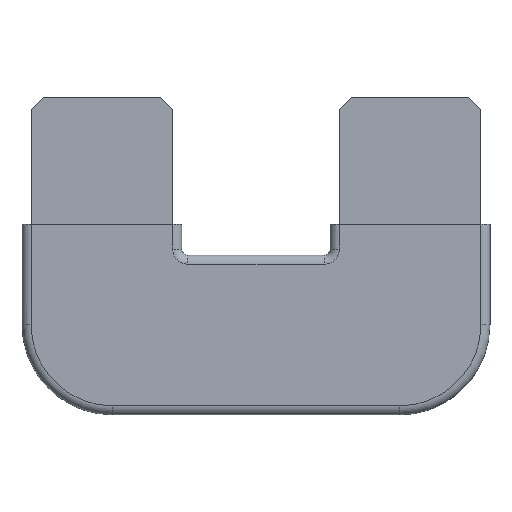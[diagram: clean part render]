
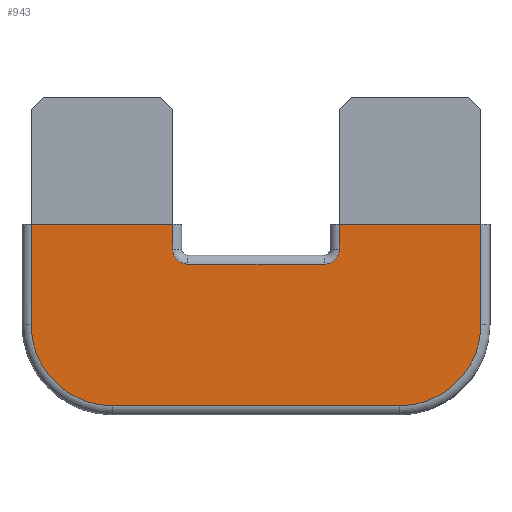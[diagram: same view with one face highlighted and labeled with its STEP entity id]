
A CAD part, front view. The second image highlights one B-rep face of the part: STEP entity #943.
In plain terms, the highlighted planar face has unit normal (0, -1, 0).
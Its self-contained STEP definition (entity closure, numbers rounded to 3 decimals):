
#835=AXIS2_PLACEMENT_3D('Plane Axis2P3D',#832,#833,#834) ;
#881=AXIS2_PLACEMENT_3D('Circle Axis2P3D',#879,#880,$) ;
#895=AXIS2_PLACEMENT_3D('Circle Axis2P3D',#893,#894,$) ;
#662=CARTESIAN_POINT('Vertex',(52.6,0.,31.6)) ;
#665=CARTESIAN_POINT('Line Origine',(64.35,0.,31.6)) ;
#669=CARTESIAN_POINT('Vertex',(76.1,0.,31.6)) ;
#817=CARTESIAN_POINT('Vertex',(52.6,0.,27.5)) ;
#820=CARTESIAN_POINT('Line Origine',(52.6,0.,26.5)) ;
#832=CARTESIAN_POINT('Axis2P3D Location',(38.8,0.,0.)) ;
#838=CARTESIAN_POINT('Control Point',(27.5,0.,25.)) ;
#839=CARTESIAN_POINT('Control Point',(27.268,0.,25.)) ;
#840=CARTESIAN_POINT('Control Point',(27.035,0.,25.027)) ;
#841=CARTESIAN_POINT('Control Point',(26.807,0.,25.081)) ;
#842=CARTESIAN_POINT('Control Point',(26.367,0.,25.241)) ;
#843=CARTESIAN_POINT('Control Point',(25.976,0.,25.498)) ;
#844=CARTESIAN_POINT('Control Point',(25.796,0.,25.648)) ;
#845=CARTESIAN_POINT('Control Point',(25.475,0.,25.988)) ;
#846=CARTESIAN_POINT('Control Point',(25.24,0.,26.393)) ;
#847=CARTESIAN_POINT('Control Point',(25.147,0.,26.608)) ;
#848=CARTESIAN_POINT('Control Point',(25.054,0.,26.917)) ;
#849=CARTESIAN_POINT('Control Point',(25.012,0.,27.235)) ;
#850=CARTESIAN_POINT('Control Point',(25.004,0.,27.324)) ;
#851=CARTESIAN_POINT('Control Point',(25.,0.,27.412)) ;
#852=CARTESIAN_POINT('Control Point',(25.,0.,27.5)) ;
#853=CARTESIAN_POINT('Vertex',(27.5,0.,25.)) ;
#855=CARTESIAN_POINT('Vertex',(25.,0.,27.5)) ;
#858=CARTESIAN_POINT('Line Origine',(25.,0.,29.55)) ;
#862=CARTESIAN_POINT('Vertex',(25.,0.,31.6)) ;
#865=CARTESIAN_POINT('Line Origine',(13.25,0.,31.6)) ;
#869=CARTESIAN_POINT('Vertex',(1.5,0.,31.6)) ;
#872=CARTESIAN_POINT('Line Origine',(1.5,0.,23.3)) ;
#876=CARTESIAN_POINT('Vertex',(1.5,0.,15.)) ;
#879=CARTESIAN_POINT('Axis2P3D Location',(15.,0.,15.)) ;
#883=CARTESIAN_POINT('Vertex',(15.,0.,1.5)) ;
#886=CARTESIAN_POINT('Line Origine',(38.8,0.,1.5)) ;
#890=CARTESIAN_POINT('Vertex',(62.6,0.,1.5)) ;
#893=CARTESIAN_POINT('Axis2P3D Location',(62.6,0.,15.)) ;
#897=CARTESIAN_POINT('Vertex',(76.1,0.,15.)) ;
#900=CARTESIAN_POINT('Line Origine',(76.1,0.,23.3)) ;
#906=CARTESIAN_POINT('Control Point',(52.6,0.,27.5)) ;
#907=CARTESIAN_POINT('Control Point',(52.6,0.,27.268)) ;
#908=CARTESIAN_POINT('Control Point',(52.573,0.,27.035)) ;
#909=CARTESIAN_POINT('Control Point',(52.519,0.,26.807)) ;
#910=CARTESIAN_POINT('Control Point',(52.359,0.,26.367)) ;
#911=CARTESIAN_POINT('Control Point',(52.102,0.,25.976)) ;
#912=CARTESIAN_POINT('Control Point',(51.952,0.,25.796)) ;
#913=CARTESIAN_POINT('Control Point',(51.612,0.,25.475)) ;
#914=CARTESIAN_POINT('Control Point',(51.207,0.,25.24)) ;
#915=CARTESIAN_POINT('Control Point',(50.992,0.,25.147)) ;
#916=CARTESIAN_POINT('Control Point',(50.683,0.,25.054)) ;
#917=CARTESIAN_POINT('Control Point',(50.365,0.,25.012)) ;
#918=CARTESIAN_POINT('Control Point',(50.276,0.,25.004)) ;
#919=CARTESIAN_POINT('Control Point',(50.188,0.,25.)) ;
#920=CARTESIAN_POINT('Control Point',(50.1,0.,25.)) ;
#921=CARTESIAN_POINT('Vertex',(50.1,0.,25.)) ;
#924=CARTESIAN_POINT('Line Origine',(38.8,0.,25.)) ;
#666=DIRECTION('Vector Direction',(1.,0.,0.)) ;
#821=DIRECTION('Vector Direction',(0.,0.,1.)) ;
#833=DIRECTION('Axis2P3D Direction',(-0.,-1.,0.)) ;
#834=DIRECTION('Axis2P3D XDirection',(-1.,0.,0.)) ;
#859=DIRECTION('Vector Direction',(0.,0.,1.)) ;
#866=DIRECTION('Vector Direction',(1.,0.,0.)) ;
#873=DIRECTION('Vector Direction',(0.,0.,-1.)) ;
#880=DIRECTION('Axis2P3D Direction',(-0.,-1.,0.)) ;
#887=DIRECTION('Vector Direction',(1.,0.,0.)) ;
#894=DIRECTION('Axis2P3D Direction',(-0.,-1.,0.)) ;
#901=DIRECTION('Vector Direction',(0.,0.,1.)) ;
#925=DIRECTION('Vector Direction',(-1.,0.,0.)) ;
#667=VECTOR('Line Direction',#666,1.) ;
#822=VECTOR('Line Direction',#821,1.) ;
#860=VECTOR('Line Direction',#859,1.) ;
#867=VECTOR('Line Direction',#866,1.) ;
#874=VECTOR('Line Direction',#873,1.) ;
#888=VECTOR('Line Direction',#887,1.) ;
#902=VECTOR('Line Direction',#901,1.) ;
#926=VECTOR('Line Direction',#925,1.) ;
#930=ORIENTED_EDGE('',*,*,#857,.T.) ;
#931=ORIENTED_EDGE('',*,*,#864,.T.) ;
#932=ORIENTED_EDGE('',*,*,#871,.F.) ;
#933=ORIENTED_EDGE('',*,*,#878,.T.) ;
#934=ORIENTED_EDGE('',*,*,#885,.T.) ;
#935=ORIENTED_EDGE('',*,*,#892,.T.) ;
#936=ORIENTED_EDGE('',*,*,#899,.T.) ;
#937=ORIENTED_EDGE('',*,*,#904,.T.) ;
#938=ORIENTED_EDGE('',*,*,#671,.F.) ;
#939=ORIENTED_EDGE('',*,*,#824,.T.) ;
#940=ORIENTED_EDGE('',*,*,#923,.T.) ;
#941=ORIENTED_EDGE('',*,*,#928,.T.) ;
#943=ADVANCED_FACE('Isolierk\X2\00F6\X0\rper',(#942),#836,.T.) ;
#837=B_SPLINE_CURVE_WITH_KNOTS('',5,(#838,#839,#840,#841,#842,#843,#844,#845,#846,#847,#848,#849,#850,#851,#852),.UNSPECIFIED.,.F.,.U.,(6,3,3,3,6),(0.,1.643,3.286,4.929,5.553),.UNSPECIFIED.) ;
#905=B_SPLINE_CURVE_WITH_KNOTS('',5,(#906,#907,#908,#909,#910,#911,#912,#913,#914,#915,#916,#917,#918,#919,#920),.UNSPECIFIED.,.F.,.U.,(6,3,3,3,6),(0.,1.643,3.286,4.929,5.553),.UNSPECIFIED.) ;
#882=CIRCLE('generated circle',#881,13.5) ;
#896=CIRCLE('generated circle',#895,13.5) ;
#671=EDGE_CURVE('',#663,#670,#668,.T.) ;
#824=EDGE_CURVE('',#663,#818,#823,.F.) ;
#857=EDGE_CURVE('',#854,#856,#837,.T.) ;
#864=EDGE_CURVE('',#856,#863,#861,.T.) ;
#871=EDGE_CURVE('',#870,#863,#868,.T.) ;
#878=EDGE_CURVE('',#870,#877,#875,.T.) ;
#885=EDGE_CURVE('',#877,#884,#882,.T.) ;
#892=EDGE_CURVE('',#884,#891,#889,.T.) ;
#899=EDGE_CURVE('',#891,#898,#896,.T.) ;
#904=EDGE_CURVE('',#898,#670,#903,.T.) ;
#923=EDGE_CURVE('',#818,#922,#905,.T.) ;
#928=EDGE_CURVE('',#922,#854,#927,.T.) ;
#929=EDGE_LOOP('',(#930,#931,#932,#933,#934,#935,#936,#937,#938,#939,#940,#941)) ;
#942=FACE_OUTER_BOUND('',#929,.T.) ;
#668=LINE('Line',#665,#667) ;
#823=LINE('Line',#820,#822) ;
#861=LINE('Line',#858,#860) ;
#868=LINE('Line',#865,#867) ;
#875=LINE('Line',#872,#874) ;
#889=LINE('Line',#886,#888) ;
#903=LINE('Line',#900,#902) ;
#927=LINE('Line',#924,#926) ;
#836=PLANE('',#835) ;
#663=VERTEX_POINT('',#662) ;
#670=VERTEX_POINT('',#669) ;
#818=VERTEX_POINT('',#817) ;
#854=VERTEX_POINT('',#853) ;
#856=VERTEX_POINT('',#855) ;
#863=VERTEX_POINT('',#862) ;
#870=VERTEX_POINT('',#869) ;
#877=VERTEX_POINT('',#876) ;
#884=VERTEX_POINT('',#883) ;
#891=VERTEX_POINT('',#890) ;
#898=VERTEX_POINT('',#897) ;
#922=VERTEX_POINT('',#921) ;
